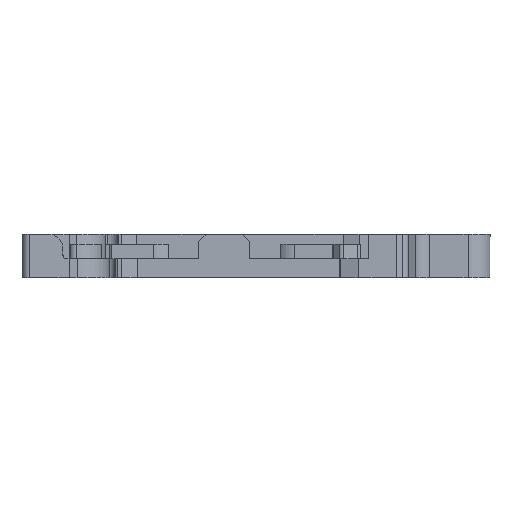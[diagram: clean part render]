
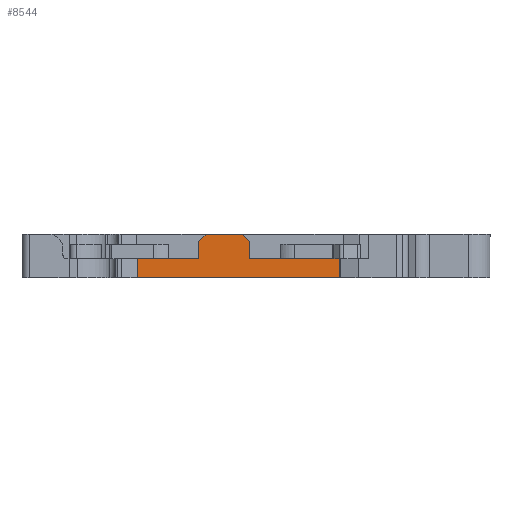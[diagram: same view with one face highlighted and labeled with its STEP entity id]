
A CAD part, front view. The second image highlights one B-rep face of the part: STEP entity #8544.
In plain terms, the highlighted planar face has unit normal (0, -1, 0).
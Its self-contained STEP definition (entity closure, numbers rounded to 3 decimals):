
#38 = VERTEX_POINT ( 'NONE', #14481 ) ;
#260 = VECTOR ( 'NONE', #10833, 1000. ) ;
#531 = CARTESIAN_POINT ( 'NONE',  ( -38.848, 0., 6. ) ) ;
#532 = CARTESIAN_POINT ( 'NONE',  ( -25.237, 0., 2.6 ) ) ;
#656 = LINE ( 'NONE', #532, #8349 ) ;
#686 = CARTESIAN_POINT ( 'NONE',  ( -32.857, 0., 5. ) ) ;
#778 = VECTOR ( 'NONE', #1153, 1000. ) ;
#806 = DIRECTION ( 'NONE',  ( 1., 0., 0. ) ) ;
#1153 = DIRECTION ( 'NONE',  ( 0., 0., 1. ) ) ;
#1178 = EDGE_CURVE ( 'NONE', #7229, #10222, #3336, .T. ) ;
#1393 = CARTESIAN_POINT ( 'NONE',  ( -19.948, 0., 2.6 ) ) ;
#1562 = CARTESIAN_POINT ( 'NONE',  ( -27.912, 0., 2.6 ) ) ;
#1588 = LINE ( 'NONE', #4448, #12571 ) ;
#1788 = CARTESIAN_POINT ( 'NONE',  ( -33.857, 0., 6. ) ) ;
#1807 = LINE ( 'NONE', #18141, #9128 ) ;
#1897 = CARTESIAN_POINT ( 'NONE',  ( -48.273, 0., 6. ) ) ;
#1933 = DIRECTION ( 'NONE',  ( -1., 0., 0. ) ) ;
#1955 = LINE ( 'NONE', #5231, #16522 ) ;
#2207 = ORIENTED_EDGE ( 'NONE', *, *, #11812, .F. ) ;
#2273 = EDGE_CURVE ( 'NONE', #38, #17547, #18413, .T. ) ;
#2355 = DIRECTION ( 'NONE',  ( -0.707, 0., -0.707 ) ) ;
#2424 = ORIENTED_EDGE ( 'NONE', *, *, #15452, .T. ) ;
#2735 = CARTESIAN_POINT ( 'NONE',  ( -25.237, 0., 6. ) ) ;
#2751 = VERTEX_POINT ( 'NONE', #12868 ) ;
#2829 = VERTEX_POINT ( 'NONE', #1562 ) ;
#3031 = DIRECTION ( 'NONE',  ( 0., 0., -1. ) ) ;
#3108 = AXIS2_PLACEMENT_3D ( 'NONE', #3852, #3785, #3747 ) ;
#3145 = CARTESIAN_POINT ( 'NONE',  ( -39.848, 0., 2.6 ) ) ;
#3295 = VERTEX_POINT ( 'NONE', #1788 ) ;
#3336 = LINE ( 'NONE', #9224, #4038 ) ;
#3351 = EDGE_LOOP ( 'NONE', ( #11782, #18178, #9467, #12485, #13639, #8749, #10560, #2424, #10422, #2207, #7389, #9617, #9299 ) ) ;
#3624 = CARTESIAN_POINT ( 'NONE',  ( -48.273, 0., 2.6 ) ) ;
#3699 = EDGE_CURVE ( 'NONE', #2829, #7229, #17061, .T. ) ;
#3747 = DIRECTION ( 'NONE',  ( 1., 0., 0. ) ) ;
#3785 = DIRECTION ( 'NONE',  ( 0., -1., 0. ) ) ;
#3852 = CARTESIAN_POINT ( 'NONE',  ( -25.237, 0., 6. ) ) ;
#4038 = VECTOR ( 'NONE', #16150, 1000. ) ;
#4448 = CARTESIAN_POINT ( 'NONE',  ( -39.848, 0., 6. ) ) ;
#4651 = PLANE ( 'NONE',  #3108 ) ;
#5124 = CARTESIAN_POINT ( 'NONE',  ( -25.237, 0., 2.6 ) ) ;
#5231 = CARTESIAN_POINT ( 'NONE',  ( -38.848, 0., 6. ) ) ;
#5485 = CARTESIAN_POINT ( 'NONE',  ( -48.273, 0., 0. ) ) ;
#5509 = CARTESIAN_POINT ( 'NONE',  ( -39.848, 0., 5. ) ) ;
#5539 = VECTOR ( 'NONE', #15367, 1000. ) ;
#6077 = VECTOR ( 'NONE', #10809, 1000. ) ;
#6237 = VERTEX_POINT ( 'NONE', #5509 ) ;
#7131 = VERTEX_POINT ( 'NONE', #531 ) ;
#7229 = VERTEX_POINT ( 'NONE', #16790 ) ;
#7389 = ORIENTED_EDGE ( 'NONE', *, *, #12709, .F. ) ;
#7583 = DIRECTION ( 'NONE',  ( -1., 0., 0. ) ) ;
#7779 = LINE ( 'NONE', #2735, #11927 ) ;
#8058 = EDGE_CURVE ( 'NONE', #6237, #14206, #1588, .T. ) ;
#8220 = VECTOR ( 'NONE', #9650, 1000. ) ;
#8349 = VECTOR ( 'NONE', #1933, 1000. ) ;
#8544 = ADVANCED_FACE ( 'NONE', ( #12460 ), #4651, .T. ) ;
#8749 = ORIENTED_EDGE ( 'NONE', *, *, #15616, .T. ) ;
#8926 = EDGE_CURVE ( 'NONE', #10124, #2829, #16365, .T. ) ;
#9128 = VECTOR ( 'NONE', #806, 1000. ) ;
#9224 = CARTESIAN_POINT ( 'NONE',  ( -32.857, 0., 6. ) ) ;
#9299 = ORIENTED_EDGE ( 'NONE', *, *, #18610, .F. ) ;
#9467 = ORIENTED_EDGE ( 'NONE', *, *, #1178, .T. ) ;
#9617 = ORIENTED_EDGE ( 'NONE', *, *, #2273, .T. ) ;
#9650 = DIRECTION ( 'NONE',  ( 0., 0., 1. ) ) ;
#9769 = CARTESIAN_POINT ( 'NONE',  ( -19.948, 0., 6. ) ) ;
#10122 = DIRECTION ( 'NONE',  ( -1., 0., 0. ) ) ;
#10124 = VERTEX_POINT ( 'NONE', #16714 ) ;
#10222 = VERTEX_POINT ( 'NONE', #14220 ) ;
#10422 = ORIENTED_EDGE ( 'NONE', *, *, #14953, .T. ) ;
#10560 = ORIENTED_EDGE ( 'NONE', *, *, #8058, .T. ) ;
#10809 = DIRECTION ( 'NONE',  ( -1., 0., 0. ) ) ;
#10833 = DIRECTION ( 'NONE',  ( -0.707, 0., 0.707 ) ) ;
#11238 = LINE ( 'NONE', #5124, #6077 ) ;
#11782 = ORIENTED_EDGE ( 'NONE', *, *, #8926, .T. ) ;
#11812 = EDGE_CURVE ( 'NONE', #15678, #13375, #15058, .T. ) ;
#11927 = VECTOR ( 'NONE', #7583, 1000. ) ;
#12460 = FACE_OUTER_BOUND ( 'NONE', #3351, .T. ) ;
#12485 = ORIENTED_EDGE ( 'NONE', *, *, #18298, .T. ) ;
#12571 = VECTOR ( 'NONE', #3031, 1000. ) ;
#12709 = EDGE_CURVE ( 'NONE', #38, #15678, #13995, .T. ) ;
#12868 = CARTESIAN_POINT ( 'NONE',  ( -44.792, 0., 2.6 ) ) ;
#12970 = VECTOR ( 'NONE', #10122, 1000. ) ;
#13128 = EDGE_CURVE ( 'NONE', #3295, #7131, #7779, .T. ) ;
#13375 = VERTEX_POINT ( 'NONE', #3624 ) ;
#13639 = ORIENTED_EDGE ( 'NONE', *, *, #13128, .T. ) ;
#13848 = LINE ( 'NONE', #686, #260 ) ;
#13995 = LINE ( 'NONE', #16698, #15748 ) ;
#14206 = VERTEX_POINT ( 'NONE', #3145 ) ;
#14220 = CARTESIAN_POINT ( 'NONE',  ( -32.857, 0., 5. ) ) ;
#14481 = CARTESIAN_POINT ( 'NONE',  ( -19.948, 0., 0. ) ) ;
#14953 = EDGE_CURVE ( 'NONE', #2751, #13375, #11238, .T. ) ;
#15056 = CARTESIAN_POINT ( 'NONE',  ( -25.237, 0., 2.6 ) ) ;
#15058 = LINE ( 'NONE', #1897, #778 ) ;
#15367 = DIRECTION ( 'NONE',  ( -1., 0., 0. ) ) ;
#15452 = EDGE_CURVE ( 'NONE', #14206, #2751, #656, .T. ) ;
#15510 = CARTESIAN_POINT ( 'NONE',  ( -25.237, 0., 2.6 ) ) ;
#15616 = EDGE_CURVE ( 'NONE', #7131, #6237, #1955, .T. ) ;
#15678 = VERTEX_POINT ( 'NONE', #5485 ) ;
#15748 = VECTOR ( 'NONE', #16681, 1000. ) ;
#16150 = DIRECTION ( 'NONE',  ( 0., 0., 1. ) ) ;
#16365 = LINE ( 'NONE', #15056, #5539 ) ;
#16522 = VECTOR ( 'NONE', #2355, 1000. ) ;
#16681 = DIRECTION ( 'NONE',  ( -1., 0., 0. ) ) ;
#16698 = CARTESIAN_POINT ( 'NONE',  ( -3., 0., 0. ) ) ;
#16714 = CARTESIAN_POINT ( 'NONE',  ( -20.64, 0., 2.6 ) ) ;
#16790 = CARTESIAN_POINT ( 'NONE',  ( -32.857, 0., 2.6 ) ) ;
#17061 = LINE ( 'NONE', #15510, #12970 ) ;
#17547 = VERTEX_POINT ( 'NONE', #1393 ) ;
#18141 = CARTESIAN_POINT ( 'NONE',  ( -19.435, 0., 2.6 ) ) ;
#18178 = ORIENTED_EDGE ( 'NONE', *, *, #3699, .T. ) ;
#18298 = EDGE_CURVE ( 'NONE', #10222, #3295, #13848, .T. ) ;
#18413 = LINE ( 'NONE', #9769, #8220 ) ;
#18610 = EDGE_CURVE ( 'NONE', #10124, #17547, #1807, .T. ) ;
